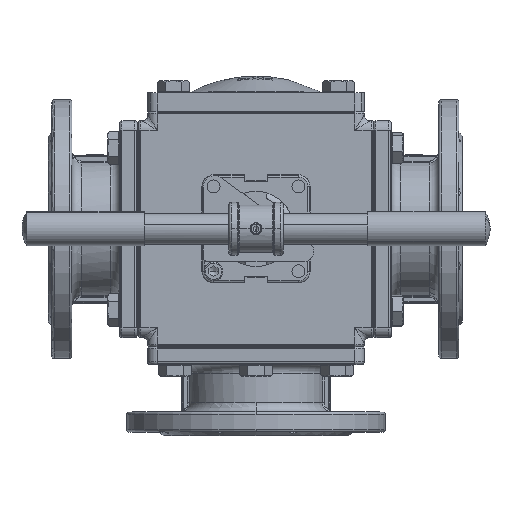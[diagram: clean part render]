
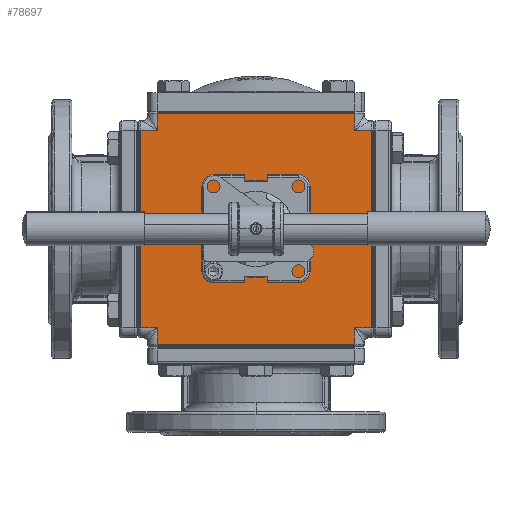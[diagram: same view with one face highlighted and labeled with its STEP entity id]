
A CAD part, top view. The second image highlights one B-rep face of the part: STEP entity #78697.
In plain terms, the highlighted planar face has unit normal (0, 0, 1).
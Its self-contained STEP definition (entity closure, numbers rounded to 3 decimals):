
#23254=CARTESIAN_POINT('',(36.75,0.,92.));
#23255=VERTEX_POINT('',#23254);
#23270=CARTESIAN_POINT('',(-36.75,-0.,92.));
#23271=VERTEX_POINT('',#23270);
#23279=CARTESIAN_POINT('',(0.,0.,92.));
#23280=DIRECTION('',(-0.,-0.,1.));
#23281=DIRECTION('',(1.,0.,0.));
#23282=AXIS2_PLACEMENT_3D('',#23279,#23280,#23281);
#23283=CIRCLE('',#23282,36.75);
#23284=EDGE_CURVE('',#23271,#23255,#23283,.T.);
#78542=CARTESIAN_POINT('',(0.,0.,92.));
#78543=DIRECTION('',(-0.,-0.,1.));
#78544=DIRECTION('',(1.,0.,0.));
#78545=AXIS2_PLACEMENT_3D('',#78542,#78543,#78544);
#78546=CIRCLE('',#78545,36.75);
#78547=EDGE_CURVE('',#23255,#23271,#78546,.T.);
#78590=CARTESIAN_POINT('',(-84.,-0.,92.));
#78591=DIRECTION('',(0.,0.,1.));
#78592=DIRECTION('',(-1.,-0.,0.));
#78593=AXIS2_PLACEMENT_3D('',#78590,#78591,#78592);
#78594=PLANE('',#78593);
#78595=CARTESIAN_POINT('',(98.,84.,92.));
#78596=VERTEX_POINT('',#78595);
#78597=CARTESIAN_POINT('',(98.,-84.,92.));
#78598=VERTEX_POINT('',#78597);
#78599=CARTESIAN_POINT('',(98.,84.,92.));
#78600=DIRECTION('',(0.,-1.,0.));
#78601=VECTOR('',#78600,168.);
#78602=LINE('',#78599,#78601);
#78603=EDGE_CURVE('',#78596,#78598,#78602,.T.);
#78604=ORIENTED_EDGE('',*,*,#78603,.F.);
#78605=CARTESIAN_POINT('',(84.,84.,92.));
#78606=VERTEX_POINT('',#78605);
#78607=CARTESIAN_POINT('',(84.,84.,92.));
#78608=DIRECTION('',(1.,0.,-0.));
#78609=VECTOR('',#78608,14.);
#78610=LINE('',#78607,#78609);
#78611=EDGE_CURVE('',#78606,#78596,#78610,.T.);
#78612=ORIENTED_EDGE('',*,*,#78611,.F.);
#78613=CARTESIAN_POINT('',(84.,98.,92.));
#78614=VERTEX_POINT('',#78613);
#78615=CARTESIAN_POINT('',(84.,84.,92.));
#78616=DIRECTION('',(-0.,1.,-0.));
#78617=VECTOR('',#78616,14.);
#78618=LINE('',#78615,#78617);
#78619=EDGE_CURVE('',#78606,#78614,#78618,.T.);
#78620=ORIENTED_EDGE('',*,*,#78619,.T.);
#78621=CARTESIAN_POINT('',(-84.,98.,92.));
#78622=VERTEX_POINT('',#78621);
#78623=CARTESIAN_POINT('',(-84.,98.,92.));
#78624=DIRECTION('',(1.,0.,-0.));
#78625=VECTOR('',#78624,168.);
#78626=LINE('',#78623,#78625);
#78627=EDGE_CURVE('',#78622,#78614,#78626,.T.);
#78628=ORIENTED_EDGE('',*,*,#78627,.F.);
#78629=CARTESIAN_POINT('',(-84.,84.,92.));
#78630=VERTEX_POINT('',#78629);
#78631=CARTESIAN_POINT('',(-84.,98.,92.));
#78632=DIRECTION('',(0.,-1.,0.));
#78633=VECTOR('',#78632,14.);
#78634=LINE('',#78631,#78633);
#78635=EDGE_CURVE('',#78622,#78630,#78634,.T.);
#78636=ORIENTED_EDGE('',*,*,#78635,.T.);
#78637=CARTESIAN_POINT('',(-98.,84.,92.));
#78638=VERTEX_POINT('',#78637);
#78639=CARTESIAN_POINT('',(-98.,84.,92.));
#78640=DIRECTION('',(1.,0.,-0.));
#78641=VECTOR('',#78640,14.);
#78642=LINE('',#78639,#78641);
#78643=EDGE_CURVE('',#78638,#78630,#78642,.T.);
#78644=ORIENTED_EDGE('',*,*,#78643,.F.);
#78645=CARTESIAN_POINT('',(-98.,-84.,92.));
#78646=VERTEX_POINT('',#78645);
#78647=CARTESIAN_POINT('',(-98.,-84.,92.));
#78648=DIRECTION('',(-0.,1.,-0.));
#78649=VECTOR('',#78648,168.);
#78650=LINE('',#78647,#78649);
#78651=EDGE_CURVE('',#78646,#78638,#78650,.T.);
#78652=ORIENTED_EDGE('',*,*,#78651,.F.);
#78653=CARTESIAN_POINT('',(-84.,-84.,92.));
#78654=VERTEX_POINT('',#78653);
#78655=CARTESIAN_POINT('',(-98.,-84.,92.));
#78656=DIRECTION('',(1.,0.,-0.));
#78657=VECTOR('',#78656,14.);
#78658=LINE('',#78655,#78657);
#78659=EDGE_CURVE('',#78646,#78654,#78658,.T.);
#78660=ORIENTED_EDGE('',*,*,#78659,.T.);
#78661=CARTESIAN_POINT('',(-84.,-98.,92.));
#78662=VERTEX_POINT('',#78661);
#78663=CARTESIAN_POINT('',(-84.,-84.,92.));
#78664=DIRECTION('',(0.,-1.,0.));
#78665=VECTOR('',#78664,14.);
#78666=LINE('',#78663,#78665);
#78667=EDGE_CURVE('',#78654,#78662,#78666,.T.);
#78668=ORIENTED_EDGE('',*,*,#78667,.T.);
#78669=CARTESIAN_POINT('',(84.,-98.,92.));
#78670=VERTEX_POINT('',#78669);
#78671=CARTESIAN_POINT('',(84.,-98.,92.));
#78672=DIRECTION('',(-1.,-0.,0.));
#78673=VECTOR('',#78672,168.);
#78674=LINE('',#78671,#78673);
#78675=EDGE_CURVE('',#78670,#78662,#78674,.T.);
#78676=ORIENTED_EDGE('',*,*,#78675,.F.);
#78677=CARTESIAN_POINT('',(84.,-84.,92.));
#78678=VERTEX_POINT('',#78677);
#78679=CARTESIAN_POINT('',(84.,-98.,92.));
#78680=DIRECTION('',(-0.,1.,-0.));
#78681=VECTOR('',#78680,14.);
#78682=LINE('',#78679,#78681);
#78683=EDGE_CURVE('',#78670,#78678,#78682,.T.);
#78684=ORIENTED_EDGE('',*,*,#78683,.T.);
#78685=CARTESIAN_POINT('',(84.,-84.,92.));
#78686=DIRECTION('',(1.,0.,-0.));
#78687=VECTOR('',#78686,14.);
#78688=LINE('',#78685,#78687);
#78689=EDGE_CURVE('',#78678,#78598,#78688,.T.);
#78690=ORIENTED_EDGE('',*,*,#78689,.T.);
#78691=EDGE_LOOP('',(#78604,#78612,#78620,#78628,#78636,#78644,#78652,#78660,#78668,#78676,#78684,#78690));
#78692=FACE_BOUND('',#78691,.T.);
#78693=ORIENTED_EDGE('',*,*,#23284,.F.);
#78694=ORIENTED_EDGE('',*,*,#78547,.F.);
#78695=EDGE_LOOP('',(#78693,#78694));
#78696=FACE_BOUND('',#78695,.T.);
#78697=ADVANCED_FACE('',(#78692,#78696),#78594,.T.);
